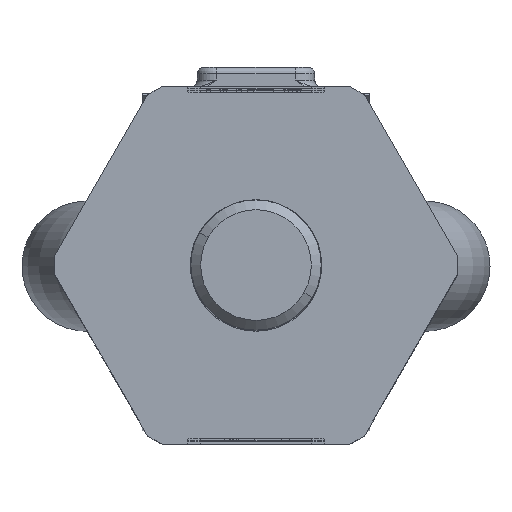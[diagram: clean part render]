
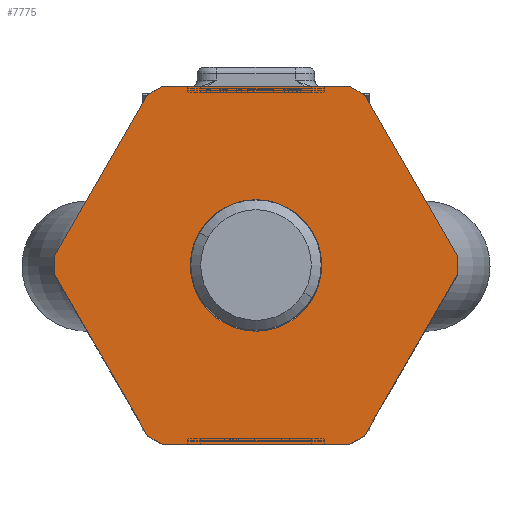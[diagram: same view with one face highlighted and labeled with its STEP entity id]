
A CAD part, top view. The second image highlights one B-rep face of the part: STEP entity #7775.
In plain terms, the highlighted planar face has unit normal (0, 0, 1).
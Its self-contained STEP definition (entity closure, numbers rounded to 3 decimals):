
#1=DIRECTION('',(-0.866,-0.5,0.));
#2=VECTOR('',#1,2.613);
#3=CARTESIAN_POINT('',(-14.369,27.5,49.7));
#4=LINE('',#3,#2);
#9=CARTESIAN_POINT('',(0.,0.,49.7));
#10=DIRECTION('',(0.,0.,-1.));
#11=DIRECTION('',(1.,0.,0.));
#12=AXIS2_PLACEMENT_3D('',#9,#10,#11);
#14=CARTESIAN_POINT('',(0.,0.,49.7));
#15=DIRECTION('',(0.,0.,-1.));
#16=DIRECTION('',(-1.,0.,0.));
#17=AXIS2_PLACEMENT_3D('',#14,#15,#16);
#64=DIRECTION('',(-1.,0.,0.));
#65=VECTOR('',#64,28.737);
#66=CARTESIAN_POINT('',(14.369,27.5,49.7));
#67=LINE('',#66,#65);
#3498=DIRECTION('',(-0.5,-0.866,0.));
#3499=VECTOR('',#3498,28.737);
#3500=CARTESIAN_POINT('',(-16.631,26.194,49.7));
#3501=LINE('',#3500,#3499);
#3506=DIRECTION('',(0.,-1.,0.));
#3507=VECTOR('',#3506,2.613);
#3508=CARTESIAN_POINT('',(-31.,1.306,49.7));
#3509=LINE('',#3508,#3507);
#3526=DIRECTION('',(0.5,-0.866,0.));
#3527=VECTOR('',#3526,28.737);
#3528=CARTESIAN_POINT('',(-31.,-1.306,49.7));
#3529=LINE('',#3528,#3527);
#3555=DIRECTION('',(0.866,-0.5,0.));
#3556=VECTOR('',#3555,2.613);
#3557=CARTESIAN_POINT('',(-16.631,-26.194,49.7));
#3558=LINE('',#3557,#3556);
#3750=DIRECTION('',(1.,0.,0.));
#3751=VECTOR('',#3750,28.737);
#3752=CARTESIAN_POINT('',(-14.369,-27.5,49.7));
#3753=LINE('',#3752,#3751);
#5500=DIRECTION('',(0.866,0.5,0.));
#5501=VECTOR('',#5500,2.613);
#5502=CARTESIAN_POINT('',(14.369,-27.5,49.7));
#5503=LINE('',#5502,#5501);
#5504=DIRECTION('',(0.5,0.866,0.));
#5505=VECTOR('',#5504,28.737);
#5506=CARTESIAN_POINT('',(16.631,-26.194,49.7));
#5507=LINE('',#5506,#5505);
#5512=DIRECTION('',(0.,1.,0.));
#5513=VECTOR('',#5512,2.613);
#5514=CARTESIAN_POINT('',(31.,-1.306,49.7));
#5515=LINE('',#5514,#5513);
#5532=DIRECTION('',(-0.5,0.866,0.));
#5533=VECTOR('',#5532,28.737);
#5534=CARTESIAN_POINT('',(31.,1.306,49.7));
#5535=LINE('',#5534,#5533);
#5540=DIRECTION('',(-0.866,0.5,0.));
#5541=VECTOR('',#5540,2.613);
#5542=CARTESIAN_POINT('',(16.631,26.194,49.7));
#5543=LINE('',#5542,#5541);
#6299=CARTESIAN_POINT('',(-14.369,27.5,49.7));
#6300=CARTESIAN_POINT('',(-16.631,26.194,49.7));
#6301=VERTEX_POINT('',#6299);
#6302=VERTEX_POINT('',#6300);
#6303=CARTESIAN_POINT('',(-31.,1.306,49.7));
#6304=VERTEX_POINT('',#6303);
#6305=CARTESIAN_POINT('',(-31.,-1.306,49.7));
#6306=VERTEX_POINT('',#6305);
#6307=CARTESIAN_POINT('',(-16.631,-26.194,49.7));
#6308=VERTEX_POINT('',#6307);
#6309=CARTESIAN_POINT('',(-14.369,-27.5,49.7));
#6310=VERTEX_POINT('',#6309);
#6311=CARTESIAN_POINT('',(14.369,-27.5,49.7));
#6312=VERTEX_POINT('',#6311);
#6313=CARTESIAN_POINT('',(16.631,-26.194,49.7));
#6314=VERTEX_POINT('',#6313);
#6315=CARTESIAN_POINT('',(31.,-1.306,49.7));
#6316=VERTEX_POINT('',#6315);
#6317=CARTESIAN_POINT('',(31.,1.306,49.7));
#6318=VERTEX_POINT('',#6317);
#6319=CARTESIAN_POINT('',(16.631,26.194,49.7));
#6320=VERTEX_POINT('',#6319);
#6321=CARTESIAN_POINT('',(14.369,27.5,49.7));
#6322=VERTEX_POINT('',#6321);
#7211=CARTESIAN_POINT('',(10.1,0.,49.7));
#7212=CARTESIAN_POINT('',(-10.1,0.,49.7));
#7213=VERTEX_POINT('',#7211);
#7214=VERTEX_POINT('',#7212);
#7739=CARTESIAN_POINT('',(50.,-50.,49.7));
#7740=DIRECTION('',(0.,0.,-1.));
#7741=DIRECTION('',(-1.,0.,0.));
#7742=AXIS2_PLACEMENT_3D('',#7739,#7740,#7741);
#7743=PLANE('',#7742);
#7744=ORIENTED_EDGE('',*,*,#7728,.F.);
#7746=ORIENTED_EDGE('',*,*,#7745,.F.);
#7748=ORIENTED_EDGE('',*,*,#7747,.F.);
#7750=ORIENTED_EDGE('',*,*,#7749,.F.);
#7752=ORIENTED_EDGE('',*,*,#7751,.F.);
#7754=ORIENTED_EDGE('',*,*,#7753,.F.);
#7756=ORIENTED_EDGE('',*,*,#7755,.F.);
#7758=ORIENTED_EDGE('',*,*,#7757,.F.);
#7760=ORIENTED_EDGE('',*,*,#7759,.F.);
#7762=ORIENTED_EDGE('',*,*,#7761,.F.);
#7764=ORIENTED_EDGE('',*,*,#7763,.F.);
#7766=ORIENTED_EDGE('',*,*,#7765,.F.);
#7767=EDGE_LOOP('',(#7744,#7746,#7748,#7750,#7752,#7754,#7756,#7758,#7760,#7762,
#7764,#7766));
#7768=FACE_OUTER_BOUND('',#7767,.F.);
#7770=ORIENTED_EDGE('',*,*,#7769,.F.);
#7772=ORIENTED_EDGE('',*,*,#7771,.F.);
#7773=EDGE_LOOP('',(#7770,#7772));
#7774=FACE_BOUND('',#7773,.F.);
#7775=ADVANCED_FACE('',(#7768,#7774),#7743,.F.);
#13=CIRCLE('',#12,10.1);
#18=CIRCLE('',#17,10.1);
#7728=EDGE_CURVE('',#6301,#6302,#4,.T.);
#7745=EDGE_CURVE('',#6322,#6301,#67,.T.);
#7747=EDGE_CURVE('',#6320,#6322,#5543,.T.);
#7749=EDGE_CURVE('',#6318,#6320,#5535,.T.);
#7751=EDGE_CURVE('',#6316,#6318,#5515,.T.);
#7753=EDGE_CURVE('',#6314,#6316,#5507,.T.);
#7755=EDGE_CURVE('',#6312,#6314,#5503,.T.);
#7757=EDGE_CURVE('',#6310,#6312,#3753,.T.);
#7759=EDGE_CURVE('',#6308,#6310,#3558,.T.);
#7761=EDGE_CURVE('',#6306,#6308,#3529,.T.);
#7763=EDGE_CURVE('',#6304,#6306,#3509,.T.);
#7765=EDGE_CURVE('',#6302,#6304,#3501,.T.);
#7769=EDGE_CURVE('',#7213,#7214,#13,.T.);
#7771=EDGE_CURVE('',#7214,#7213,#18,.T.);
